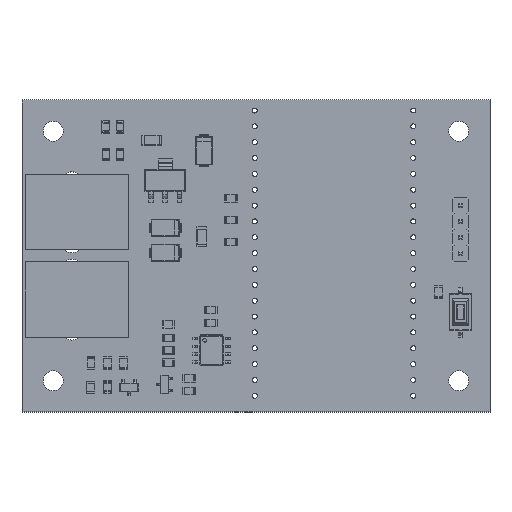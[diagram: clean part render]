
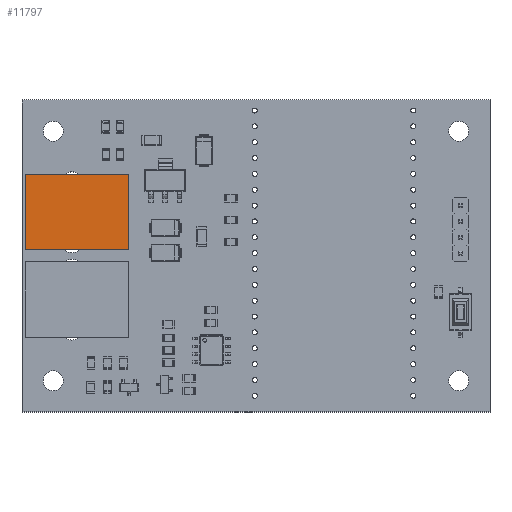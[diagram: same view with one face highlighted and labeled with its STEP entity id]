
A CAD part, top view. The second image highlights one B-rep face of the part: STEP entity #11797.
In plain terms, the highlighted face is planar.
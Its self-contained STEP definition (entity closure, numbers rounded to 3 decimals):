
#6823 = PLANE('',#6824);
#6824 = AXIS2_PLACEMENT_3D('',#6825,#6826,#6827);
#6825 = CARTESIAN_POINT('',(-6.033,-6.439,-16.51));
#6826 = DIRECTION('',(-1.,0.,0.));
#6827 = DIRECTION('',(0.,0.,1.));
#7559 = PLANE('',#7560);
#7560 = AXIS2_PLACEMENT_3D('',#7561,#7562,#7563);
#7561 = CARTESIAN_POINT('',(6.033,-5.931,-16.51));
#7562 = DIRECTION('',(-1.,0.,-0.));
#7563 = DIRECTION('',(0.,0.,1.));
#9910 = VERTEX_POINT('',#9911);
#9911 = CARTESIAN_POINT('',(6.033,6.439,0.));
#9925 = PLANE('',#9926);
#9926 = AXIS2_PLACEMENT_3D('',#9927,#9928,#9929);
#9927 = CARTESIAN_POINT('',(0.,0.,0.));
#9928 = DIRECTION('',(0.,-0.,1.));
#9929 = DIRECTION('',(1.,0.,0.));
#9937 = EDGE_CURVE('',#9938,#9910,#9940,.T.);
#9938 = VERTEX_POINT('',#9939);
#9939 = CARTESIAN_POINT('',(6.033,6.439,-16.51));
#9940 = SURFACE_CURVE('',#9941,(#9945,#9952),.PCURVE_S1.);
#9941 = LINE('',#9942,#9943);
#9942 = CARTESIAN_POINT('',(6.033,6.439,-16.51));
#9943 = VECTOR('',#9944,1.);
#9944 = DIRECTION('',(0.,0.,1.));
#9945 = PCURVE('',#7559,#9946);
#9946 = DEFINITIONAL_REPRESENTATION('',(#9947),#9951);
#9947 = LINE('',#9948,#9949);
#9948 = CARTESIAN_POINT('',(0.,12.37));
#9949 = VECTOR('',#9950,1.);
#9950 = DIRECTION('',(1.,0.));
#9951 = ( GEOMETRIC_REPRESENTATION_CONTEXT(2) 
PARAMETRIC_REPRESENTATION_CONTEXT() REPRESENTATION_CONTEXT('2D SPACE',''
  ) );
#9952 = PCURVE('',#9953,#9958);
#9953 = PLANE('',#9954);
#9954 = AXIS2_PLACEMENT_3D('',#9955,#9956,#9957);
#9955 = CARTESIAN_POINT('',(6.033,6.439,-16.51));
#9956 = DIRECTION('',(0.,1.,0.));
#9957 = DIRECTION('',(-1.,0.,0.));
#9958 = DEFINITIONAL_REPRESENTATION('',(#9959),#9963);
#9959 = LINE('',#9960,#9961);
#9960 = CARTESIAN_POINT('',(0.,0.));
#9961 = VECTOR('',#9962,1.);
#9962 = DIRECTION('',(0.,1.));
#9963 = ( GEOMETRIC_REPRESENTATION_CONTEXT(2) 
PARAMETRIC_REPRESENTATION_CONTEXT() REPRESENTATION_CONTEXT('2D SPACE',''
  ) );
#9981 = PLANE('',#9982);
#9982 = AXIS2_PLACEMENT_3D('',#9983,#9984,#9985);
#9983 = CARTESIAN_POINT('',(0.,0.,-16.51));
#9984 = DIRECTION('',(0.,-0.,1.));
#9985 = DIRECTION('',(1.,0.,0.));
#11639 = VERTEX_POINT('',#11640);
#11640 = CARTESIAN_POINT('',(-6.033,6.439,0.));
#11661 = EDGE_CURVE('',#11662,#11639,#11664,.T.);
#11662 = VERTEX_POINT('',#11663);
#11663 = CARTESIAN_POINT('',(-6.033,6.439,-16.51));
#11664 = SURFACE_CURVE('',#11665,(#11669,#11676),.PCURVE_S1.);
#11665 = LINE('',#11666,#11667);
#11666 = CARTESIAN_POINT('',(-6.033,6.439,-16.51));
#11667 = VECTOR('',#11668,1.);
#11668 = DIRECTION('',(0.,0.,1.));
#11669 = PCURVE('',#6823,#11670);
#11670 = DEFINITIONAL_REPRESENTATION('',(#11671),#11675);
#11671 = LINE('',#11672,#11673);
#11672 = CARTESIAN_POINT('',(0.,12.878));
#11673 = VECTOR('',#11674,1.);
#11674 = DIRECTION('',(1.,0.));
#11675 = ( GEOMETRIC_REPRESENTATION_CONTEXT(2) 
PARAMETRIC_REPRESENTATION_CONTEXT() REPRESENTATION_CONTEXT('2D SPACE',''
  ) );
#11676 = PCURVE('',#9953,#11677);
#11677 = DEFINITIONAL_REPRESENTATION('',(#11678),#11682);
#11678 = LINE('',#11679,#11680);
#11679 = CARTESIAN_POINT('',(12.065,0.));
#11680 = VECTOR('',#11681,1.);
#11681 = DIRECTION('',(0.,1.));
#11682 = ( GEOMETRIC_REPRESENTATION_CONTEXT(2) 
PARAMETRIC_REPRESENTATION_CONTEXT() REPRESENTATION_CONTEXT('2D SPACE',''
  ) );
#11777 = EDGE_CURVE('',#9938,#11662,#11778,.T.);
#11778 = SURFACE_CURVE('',#11779,(#11783,#11790),.PCURVE_S1.);
#11779 = LINE('',#11780,#11781);
#11780 = CARTESIAN_POINT('',(6.033,6.439,-16.51));
#11781 = VECTOR('',#11782,1.);
#11782 = DIRECTION('',(-1.,0.,0.));
#11783 = PCURVE('',#9981,#11784);
#11784 = DEFINITIONAL_REPRESENTATION('',(#11785),#11789);
#11785 = LINE('',#11786,#11787);
#11786 = CARTESIAN_POINT('',(6.033,6.439));
#11787 = VECTOR('',#11788,1.);
#11788 = DIRECTION('',(-1.,0.));
#11789 = ( GEOMETRIC_REPRESENTATION_CONTEXT(2) 
PARAMETRIC_REPRESENTATION_CONTEXT() REPRESENTATION_CONTEXT('2D SPACE',''
  ) );
#11790 = PCURVE('',#9953,#11791);
#11791 = DEFINITIONAL_REPRESENTATION('',(#11792),#11796);
#11792 = LINE('',#11793,#11794);
#11793 = CARTESIAN_POINT('',(0.,0.));
#11794 = VECTOR('',#11795,1.);
#11795 = DIRECTION('',(1.,0.));
#11796 = ( GEOMETRIC_REPRESENTATION_CONTEXT(2) 
PARAMETRIC_REPRESENTATION_CONTEXT() REPRESENTATION_CONTEXT('2D SPACE',''
  ) );
#11797 = ADVANCED_FACE('',(#11798),#9953,.T.);
#11798 = FACE_BOUND('',#11799,.T.);
#11799 = EDGE_LOOP('',(#11800,#11821,#11822,#11823));
#11800 = ORIENTED_EDGE('',*,*,#11801,.F.);
#11801 = EDGE_CURVE('',#9910,#11639,#11802,.T.);
#11802 = SURFACE_CURVE('',#11803,(#11807,#11814),.PCURVE_S1.);
#11803 = LINE('',#11804,#11805);
#11804 = CARTESIAN_POINT('',(6.033,6.439,0.));
#11805 = VECTOR('',#11806,1.);
#11806 = DIRECTION('',(-1.,0.,0.));
#11807 = PCURVE('',#9953,#11808);
#11808 = DEFINITIONAL_REPRESENTATION('',(#11809),#11813);
#11809 = LINE('',#11810,#11811);
#11810 = CARTESIAN_POINT('',(0.,16.51));
#11811 = VECTOR('',#11812,1.);
#11812 = DIRECTION('',(1.,0.));
#11813 = ( GEOMETRIC_REPRESENTATION_CONTEXT(2) 
PARAMETRIC_REPRESENTATION_CONTEXT() REPRESENTATION_CONTEXT('2D SPACE',''
  ) );
#11814 = PCURVE('',#9925,#11815);
#11815 = DEFINITIONAL_REPRESENTATION('',(#11816),#11820);
#11816 = LINE('',#11817,#11818);
#11817 = CARTESIAN_POINT('',(6.033,6.439));
#11818 = VECTOR('',#11819,1.);
#11819 = DIRECTION('',(-1.,0.));
#11820 = ( GEOMETRIC_REPRESENTATION_CONTEXT(2) 
PARAMETRIC_REPRESENTATION_CONTEXT() REPRESENTATION_CONTEXT('2D SPACE',''
  ) );
#11821 = ORIENTED_EDGE('',*,*,#9937,.F.);
#11822 = ORIENTED_EDGE('',*,*,#11777,.T.);
#11823 = ORIENTED_EDGE('',*,*,#11661,.T.);
